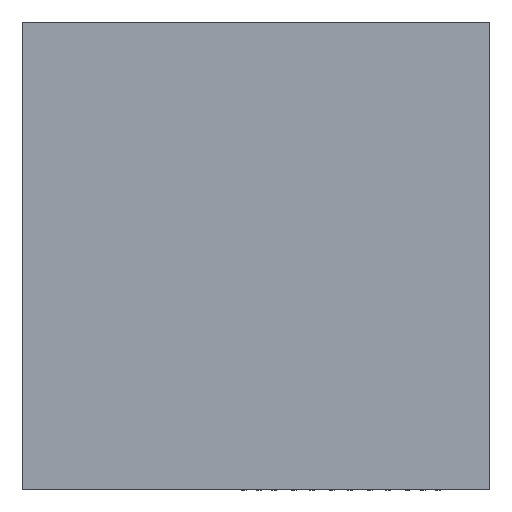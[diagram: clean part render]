
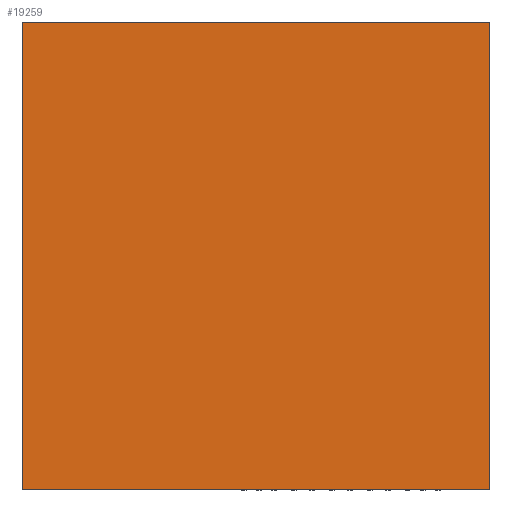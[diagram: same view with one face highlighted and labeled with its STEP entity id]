
A CAD part, top view. The second image highlights one B-rep face of the part: STEP entity #19259.
In plain terms, the highlighted face is planar.
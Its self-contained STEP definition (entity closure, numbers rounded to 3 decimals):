
#16419=DIRECTION('',(0.,0.,1.));
#16420=VECTOR('',#16419,8.);
#16421=CARTESIAN_POINT('',(-4.,0.875,-4.));
#16422=LINE('',#16421,#16420);
#16426=DIRECTION('',(-1.,0.,0.));
#16427=VECTOR('',#16426,8.);
#16428=CARTESIAN_POINT('',(4.,0.875,-4.));
#16429=LINE('',#16428,#16427);
#16433=DIRECTION('',(0.,0.,-1.));
#16434=VECTOR('',#16433,8.);
#16435=CARTESIAN_POINT('',(4.,0.875,4.));
#16436=LINE('',#16435,#16434);
#16440=DIRECTION('',(1.,0.,0.));
#16441=VECTOR('',#16440,8.);
#16442=CARTESIAN_POINT('',(-4.,0.875,4.));
#16443=LINE('',#16442,#16441);
#17266=CARTESIAN_POINT('',(-4.,0.875,-4.));
#17267=CARTESIAN_POINT('',(-4.,0.875,4.));
#17268=VERTEX_POINT('',#17266);
#17269=VERTEX_POINT('',#17267);
#17270=CARTESIAN_POINT('',(4.,0.875,4.));
#17271=VERTEX_POINT('',#17270);
#17272=CARTESIAN_POINT('',(4.,0.875,-4.));
#17273=VERTEX_POINT('',#17272);
#19246=CARTESIAN_POINT('',(0.,0.875,0.));
#19247=DIRECTION('',(0.,1.,0.));
#19248=DIRECTION('',(1.,0.,0.));
#19249=AXIS2_PLACEMENT_3D('',#19246,#19247,#19248);
#19250=PLANE('',#19249);
#19251=ORIENTED_EDGE('',*,*,#18860,.F.);
#19252=ORIENTED_EDGE('',*,*,#18212,.F.);
#19254=ORIENTED_EDGE('',*,*,#19253,.F.);
#19256=ORIENTED_EDGE('',*,*,#19255,.F.);
#19257=EDGE_LOOP('',(#19251,#19252,#19254,#19256));
#19258=FACE_OUTER_BOUND('',#19257,.F.);
#18212=EDGE_CURVE('',#17273,#17268,#16429,.T.);
#18860=EDGE_CURVE('',#17268,#17269,#16422,.T.);
#19253=EDGE_CURVE('',#17271,#17273,#16436,.T.);
#19255=EDGE_CURVE('',#17269,#17271,#16443,.T.);
#19259=ADVANCED_FACE('',(#19258),#19250,.T.);
